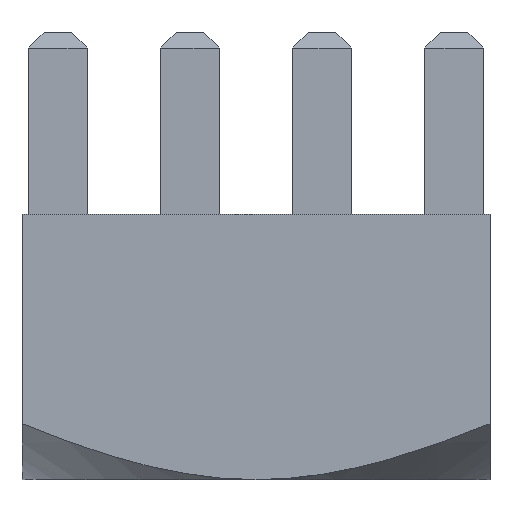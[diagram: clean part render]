
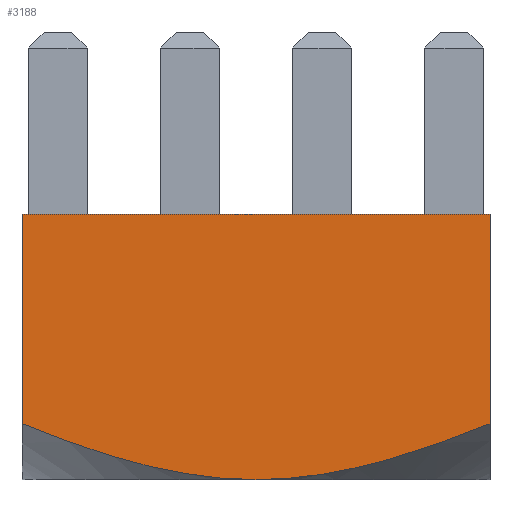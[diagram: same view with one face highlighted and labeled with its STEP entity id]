
A CAD part, left-side view. The second image highlights one B-rep face of the part: STEP entity #3188.
In plain terms, the highlighted planar face has unit normal (-1, 0, 0).
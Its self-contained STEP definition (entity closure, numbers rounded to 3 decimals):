
#148 = B_SPLINE_CURVE_WITH_KNOTS ( 'NONE', 3,
 ( #2055, #2052, #2167, #2168, #2169, #2170, #2171, #2172 ),
 .UNSPECIFIED., .F., .F.,
 ( 4, 2, 2, 4 ),
 ( 0.005, 0.007, 0.009, 0.01 ),
 .UNSPECIFIED. ) ;
#153 = B_SPLINE_CURVE_WITH_KNOTS ( 'NONE', 3,
 ( #2177, #2174, #2180, #2181, #2182, #2183, #2184, #2185 ),
 .UNSPECIFIED., .F., .F.,
 ( 4, 2, 2, 4 ),
 ( 0.01, 0.012, 0.013, 0.014 ),
 .UNSPECIFIED. ) ;
#190 = ORIENTED_EDGE ( 'NONE', *, *, #3274, .F. ) ;
#191 = ORIENTED_EDGE ( 'NONE', *, *, #3275, .T. ) ;
#192 = ORIENTED_EDGE ( 'NONE', *, *, #3222, .F. ) ;
#193 = ORIENTED_EDGE ( 'NONE', *, *, #3276, .F. ) ;
#194 = ORIENTED_EDGE ( 'NONE', *, *, #3277, .F. ) ;
#568 = CARTESIAN_POINT ( 'NONE',  ( -4.5, -4.5, 0. ) ) ;
#1259 = CARTESIAN_POINT ( 'NONE',  ( -4.5, 4.5, -4.024 ) ) ;
#1260 = CARTESIAN_POINT ( 'NONE',  ( -4.5, 0., -5.1 ) ) ;
#1336 = CARTESIAN_POINT ( 'NONE',  ( -4.5, 4.5, 0. ) ) ;
#1377 = CARTESIAN_POINT ( 'NONE',  ( -4.5, -4.5, -4.024 ) ) ;
#1488 = CARTESIAN_POINT ( 'NONE',  ( -4.5, -4.5, -5.1 ) ) ;
#1496 = FACE_OUTER_BOUND ( 'NONE', #1707, .T. ) ;
#1497 = PLANE ( 'NONE',  #2970 ) ;
#1499 = DIRECTION ( 'NONE',  ( -1., 0., 0. ) ) ;
#1500 = DIRECTION ( 'NONE',  ( 0., 0., 1. ) ) ;
#1652 = LINE ( 'NONE', #1653, #3002 ) ;
#1653 = CARTESIAN_POINT ( 'NONE',  ( -4.5, -4.5, 0. ) ) ;
#1654 = DIRECTION ( 'NONE',  ( 0., -1., 0. ) ) ;
#1707 = EDGE_LOOP ( 'NONE', ( #190, #191, #192, #193, #194 ) ) ;
#1794 = VERTEX_POINT ( 'NONE', #1336 ) ;
#1820 = VERTEX_POINT ( 'NONE', #568 ) ;
#1880 = VERTEX_POINT ( 'NONE', #1377 ) ;
#1991 = VERTEX_POINT ( 'NONE', #1260 ) ;
#1993 = VERTEX_POINT ( 'NONE', #1259 ) ;
#2052 = CARTESIAN_POINT ( 'NONE',  ( -4.5, -3.781, -4.317 ) ) ;
#2055 = CARTESIAN_POINT ( 'NONE',  ( -4.5, -4.5, -4.024 ) ) ;
#2165 = LINE ( 'NONE', #2173, #3022 ) ;
#2166 = LINE ( 'NONE', #2176, #3059 ) ;
#2167 = CARTESIAN_POINT ( 'NONE',  ( -4.5, -3.047, -4.584 ) ) ;
#2168 = CARTESIAN_POINT ( 'NONE',  ( -4.5, -1.925, -4.879 ) ) ;
#2169 = CARTESIAN_POINT ( 'NONE',  ( -4.5, -1.547, -4.959 ) ) ;
#2170 = CARTESIAN_POINT ( 'NONE',  ( -4.5, -0.779, -5.07 ) ) ;
#2171 = CARTESIAN_POINT ( 'NONE',  ( -4.5, -0.387, -5.1 ) ) ;
#2172 = CARTESIAN_POINT ( 'NONE',  ( -4.5, 0., -5.1 ) ) ;
#2173 = CARTESIAN_POINT ( 'NONE',  ( -4.5, -4.5, -5.1 ) ) ;
#2174 = CARTESIAN_POINT ( 'NONE',  ( -4.5, 0.78, -5.1 ) ) ;
#2175 = DIRECTION ( 'NONE',  ( 0., 0., 1. ) ) ;
#2176 = CARTESIAN_POINT ( 'NONE',  ( -4.5, 4.5, -5.1 ) ) ;
#2177 = CARTESIAN_POINT ( 'NONE',  ( -4.5, 0., -5.1 ) ) ;
#2178 = DIRECTION ( 'NONE',  ( 0., 0., 1. ) ) ;
#2180 = CARTESIAN_POINT ( 'NONE',  ( -4.5, 1.542, -4.979 ) ) ;
#2181 = CARTESIAN_POINT ( 'NONE',  ( -4.5, 2.666, -4.684 ) ) ;
#2182 = CARTESIAN_POINT ( 'NONE',  ( -4.5, 3.039, -4.568 ) ) ;
#2183 = CARTESIAN_POINT ( 'NONE',  ( -4.5, 3.777, -4.31 ) ) ;
#2184 = CARTESIAN_POINT ( 'NONE',  ( -4.5, 4.14, -4.171 ) ) ;
#2185 = CARTESIAN_POINT ( 'NONE',  ( -4.5, 4.5, -4.024 ) ) ;
#2970 = AXIS2_PLACEMENT_3D ( 'NONE', #1488, #1499, #1500 ) ;
#3002 = VECTOR ( 'NONE', #1654, 1000. ) ;
#3022 = VECTOR ( 'NONE', #2175, 1000. ) ;
#3059 = VECTOR ( 'NONE', #2178, 1000. ) ;
#3188 = ADVANCED_FACE ( 'NONE', ( #1496 ), #1497, .T. ) ;
#3222 = EDGE_CURVE ( 'NONE', #1794, #1820, #1652, .T. ) ;
#3274 = EDGE_CURVE ( 'NONE', #1880, #1991, #148, .T. ) ;
#3275 = EDGE_CURVE ( 'NONE', #1880, #1820, #2165, .T. ) ;
#3276 = EDGE_CURVE ( 'NONE', #1993, #1794, #2166, .T. ) ;
#3277 = EDGE_CURVE ( 'NONE', #1991, #1993, #153, .T. ) ;
